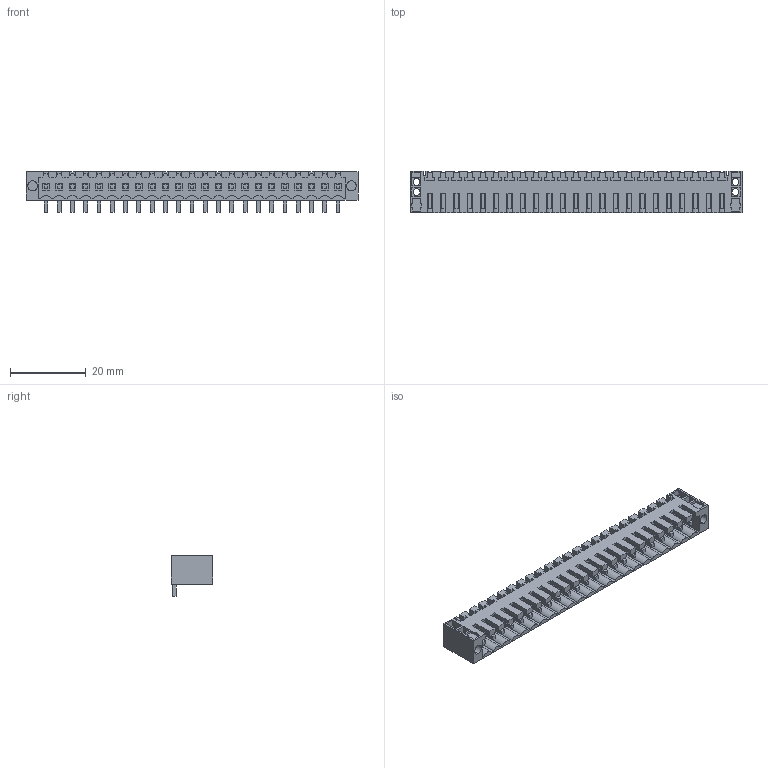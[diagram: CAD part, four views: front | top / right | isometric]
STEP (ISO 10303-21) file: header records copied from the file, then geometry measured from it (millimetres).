
FILE_DESCRIPTION(('CATIA V5 STEP Exchange','CAx-IF Rec.Pracs.--- Model Styling and Organization---1.4--- 2014-01-23'),'2;1');
FILE_NAME ('D1457245_1_1842290000_1842290000.stp','2021-08-12T06:50:52+00:00',('none'),('Weidmueller'),'CATIA Version 5-6 Release 2016 SP3 HF44','CATIA V5 STEP AP214','none');
FILE_SCHEMA(('AUTOMOTIVE_DESIGN { 1 0 10303 214 1 1 1 1 }'));
Length unit declared in the file: millimetre
Products named in the file (1): 1842290000
Bounding box: 87.5 x 11.05 x 10.65 mm (x, y, z)
Volume: 3019.5 mm3; surface area: 8072.8 mm2
Topology: 24 solids, 24 shells, 1204 faces, 3644 edges, 2494 vertices
Faces by surface type: plane 1165, cylinder 39
Entity records: 38045 total; most frequent: ORIENTED_EDGE 7288, CARTESIAN_POINT 6728, DIRECTION 4686, EDGE_CURVE 3644, VECTOR 3566, LINE 3566, VERTEX_POINT 2494, EDGE_LOOP 1270
